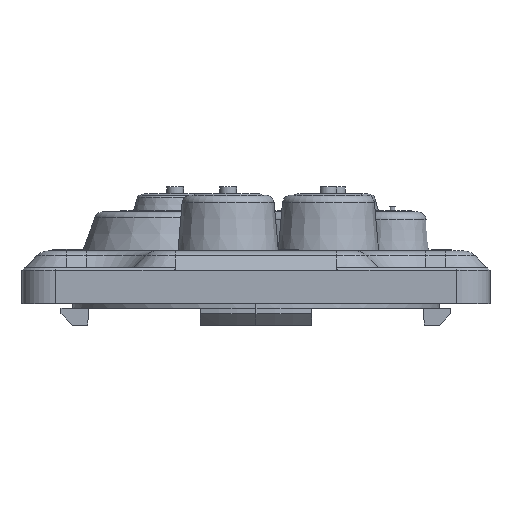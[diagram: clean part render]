
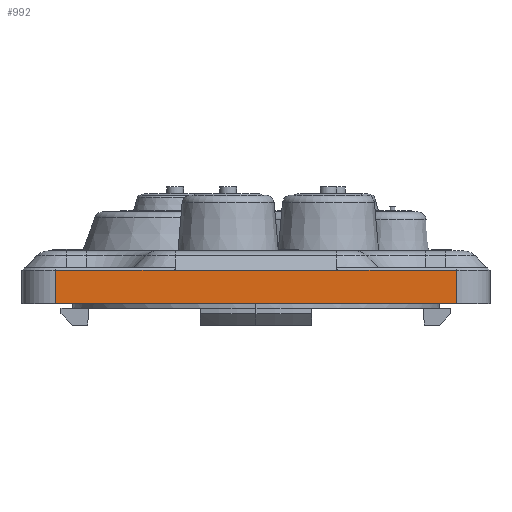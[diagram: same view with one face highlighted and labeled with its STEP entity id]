
A CAD part, left-side view. The second image highlights one B-rep face of the part: STEP entity #992.
In plain terms, the highlighted planar face has unit normal (-1, 0, 0).
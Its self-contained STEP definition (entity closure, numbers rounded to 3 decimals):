
#992=ADVANCED_FACE('',(#3477),#3478,.T.);
#3477=FACE_OUTER_BOUND('',#6428,.T.);
#3478=PLANE('',#6429);
#6428=EDGE_LOOP('',(#14119,#14120,#14121,#14122,#14123,#14124));
#6429=AXIS2_PLACEMENT_3D('',#14125,#14126,#14127);
#14119=ORIENTED_EDGE('',*,*,#17450,.F.);
#14120=ORIENTED_EDGE('',*,*,#16672,.T.);
#14121=ORIENTED_EDGE('',*,*,#17477,.T.);
#14122=ORIENTED_EDGE('',*,*,#16551,.F.);
#14123=ORIENTED_EDGE('',*,*,#16835,.T.);
#14124=ORIENTED_EDGE('',*,*,#16113,.T.);
#14125=CARTESIAN_POINT('',(-108.,-36.,1.5));
#14126=DIRECTION('',(-1.0,0.0,0.0));
#14127=DIRECTION('',(0.0,0.0,1.0));
#16113=EDGE_CURVE('',#18706,#19070,#19071,.T.);
#16551=EDGE_CURVE('',#19695,#19877,#19878,.T.);
#16672=EDGE_CURVE('',#20091,#20089,#20092,.T.);
#16835=EDGE_CURVE('',#19695,#18706,#20384,.T.);
#17450=EDGE_CURVE('',#20091,#19070,#21335,.T.);
#17477=EDGE_CURVE('',#20089,#19877,#21376,.T.);
#18706=VERTEX_POINT('',#23319);
#19070=VERTEX_POINT('',#24073);
#19071=LINE('',#24074,#24075);
#19695=VERTEX_POINT('',#25382);
#19877=VERTEX_POINT('',#25760);
#19878=LINE('',#25761,#25762);
#20089=VERTEX_POINT('',#26117);
#20091=VERTEX_POINT('',#26119);
#20092=LINE('',#26120,#26121);
#20384=LINE('',#26622,#26623);
#21335=LINE('',#28949,#28950);
#21376=LINE('',#29049,#29050);
#23319=CARTESIAN_POINT('',(-108.,14.5,6.0));
#24073=CARTESIAN_POINT('',(-108.,36.,6.0));
#24074=CARTESIAN_POINT('',(-108.,14.5,6.0));
#24075=VECTOR('',#30410,1.0);
#25382=CARTESIAN_POINT('',(-108.,-14.5,6.0));
#25760=CARTESIAN_POINT('',(-108.,-36.,6.0));
#25761=CARTESIAN_POINT('',(-108.,-14.5,6.0));
#25762=VECTOR('',#31001,1.0);
#26117=CARTESIAN_POINT('',(-108.,-36.,0.));
#26119=CARTESIAN_POINT('',(-108.,36.,0.));
#26120=CARTESIAN_POINT('',(-108.,-36.,0.));
#26121=VECTOR('',#31177,1.0);
#26622=CARTESIAN_POINT('',(-108.,14.5,6.0));
#26623=VECTOR('',#31455,1.0);
#28949=CARTESIAN_POINT('',(-108.,36.,1.5));
#28950=VECTOR('',#32055,1.0);
#29049=CARTESIAN_POINT('',(-108.,-36.,1.5));
#29050=VECTOR('',#32099,1.0);
#30410=DIRECTION('',(0.0,1.0,0.0));
#31001=DIRECTION('',(0.0,-1.0,0.0));
#31177=DIRECTION('',(0.0,-1.0,0.0));
#31455=DIRECTION('',(0.0,1.0,0.0));
#32055=DIRECTION('',(0.0,0.0,1.0));
#32099=DIRECTION('',(0.0,0.0,1.0));
